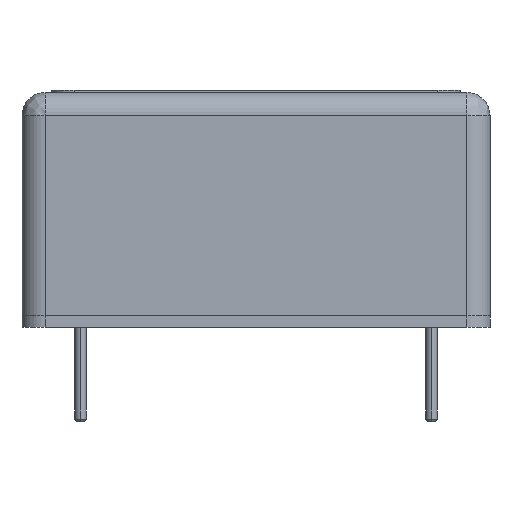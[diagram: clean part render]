
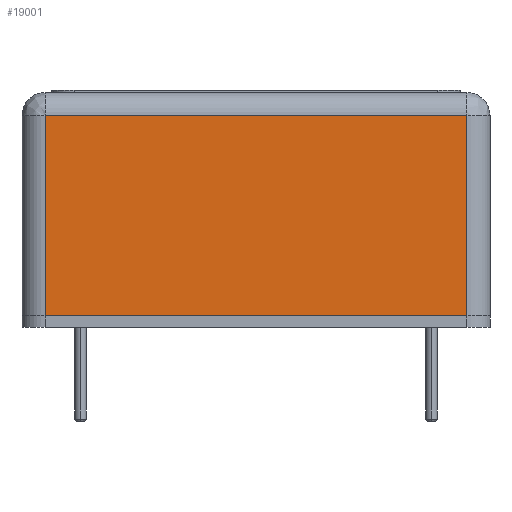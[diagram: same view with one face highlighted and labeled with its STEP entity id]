
A CAD part, left-side view. The second image highlights one B-rep face of the part: STEP entity #19001.
In plain terms, the highlighted planar face has unit normal (-1, 0, 0).
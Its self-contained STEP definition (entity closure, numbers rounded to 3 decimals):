
#434 = EDGE_CURVE ( 'NONE', #20750, #8337, #12248, .T. ) ;
#1674 = EDGE_CURVE ( 'NONE', #15507, #17297, #15351, .T. ) ;
#2417 = ORIENTED_EDGE ( 'NONE', *, *, #6340, .F. ) ;
#2924 = FACE_OUTER_BOUND ( 'NONE', #9351, .T. ) ;
#3052 = DIRECTION ( 'NONE',  ( 0., 0., -1. ) ) ;
#3059 = VECTOR ( 'NONE', #7609, 1000. ) ;
#3372 = DIRECTION ( 'NONE',  ( 0., -1., 0. ) ) ;
#3724 = CARTESIAN_POINT ( 'NONE',  ( 0., 1., 9.2 ) ) ;
#4408 = VECTOR ( 'NONE', #18654, 1000. ) ;
#4625 = LINE ( 'NONE', #9204, #14493 ) ;
#6340 = EDGE_CURVE ( 'NONE', #15507, #20750, #4625, .T. ) ;
#7481 = CARTESIAN_POINT ( 'NONE',  ( 0., 0., 9.2 ) ) ;
#7609 = DIRECTION ( 'NONE',  ( 0., -1., 0. ) ) ;
#8337 = VERTEX_POINT ( 'NONE', #3724 ) ;
#9204 = CARTESIAN_POINT ( 'NONE',  ( 0., 19.32, 0.5 ) ) ;
#9227 = AXIS2_PLACEMENT_3D ( 'NONE', #10947, #11266, #3052 ) ;
#9351 = EDGE_LOOP ( 'NONE', ( #15651, #10237, #2417, #21353 ) ) ;
#9518 = DIRECTION ( 'NONE',  ( 0., 0., 1. ) ) ;
#10237 = ORIENTED_EDGE ( 'NONE', *, *, #434, .F. ) ;
#10399 = CARTESIAN_POINT ( 'NONE',  ( 0., 0., 0.5 ) ) ;
#10922 = EDGE_CURVE ( 'NONE', #8337, #17297, #17209, .T. ) ;
#10947 = CARTESIAN_POINT ( 'NONE',  ( 0., 0., 0.5 ) ) ;
#11266 = DIRECTION ( 'NONE',  ( 1., 0., 0. ) ) ;
#11789 = VECTOR ( 'NONE', #3372, 1000. ) ;
#12248 = LINE ( 'NONE', #7481, #3059 ) ;
#12955 = CARTESIAN_POINT ( 'NONE',  ( 0., 19.32, 0.5 ) ) ;
#14493 = VECTOR ( 'NONE', #9518, 1000. ) ;
#15190 = CARTESIAN_POINT ( 'NONE',  ( 0., 1., 0.5 ) ) ;
#15351 = LINE ( 'NONE', #10399, #11789 ) ;
#15408 = CARTESIAN_POINT ( 'NONE',  ( 0., 1., 0.5 ) ) ;
#15507 = VERTEX_POINT ( 'NONE', #12955 ) ;
#15651 = ORIENTED_EDGE ( 'NONE', *, *, #10922, .F. ) ;
#15906 = PLANE ( 'NONE',  #9227 ) ;
#17209 = LINE ( 'NONE', #15190, #4408 ) ;
#17297 = VERTEX_POINT ( 'NONE', #15408 ) ;
#18654 = DIRECTION ( 'NONE',  ( 0., 0., -1. ) ) ;
#19001 = ADVANCED_FACE ( 'NONE', ( #2924 ), #15906, .F. ) ;
#20750 = VERTEX_POINT ( 'NONE', #20833 ) ;
#20833 = CARTESIAN_POINT ( 'NONE',  ( 0., 19.32, 9.2 ) ) ;
#21353 = ORIENTED_EDGE ( 'NONE', *, *, #1674, .T. ) ;
